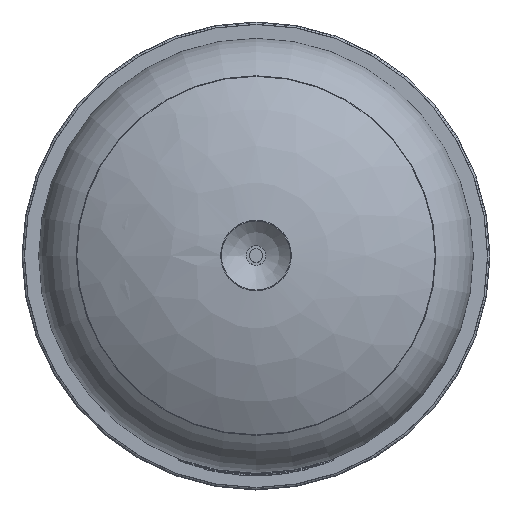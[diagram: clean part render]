
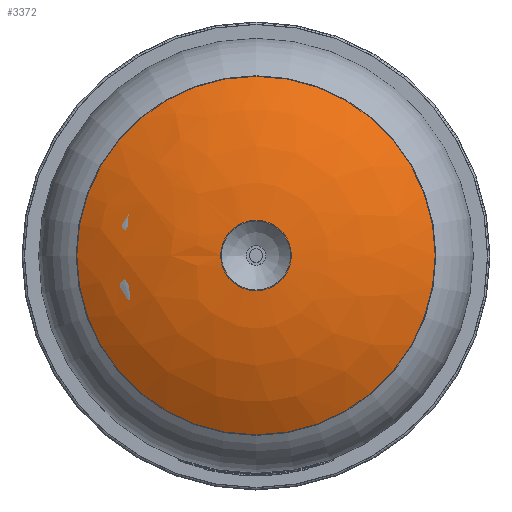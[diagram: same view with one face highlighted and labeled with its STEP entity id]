
A CAD part, top view. The second image highlights one B-rep face of the part: STEP entity #3372.
In plain terms, the highlighted free-form (B-spline) face has degree [2, 2] with [3, 9] control points.
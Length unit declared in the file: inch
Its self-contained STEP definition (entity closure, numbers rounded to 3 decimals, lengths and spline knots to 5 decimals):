
#564=(
BOUNDED_CURVE()
B_SPLINE_CURVE(2,(#5605,#5606,#5607),.UNSPECIFIED.,.F.,.F.)
B_SPLINE_CURVE_WITH_KNOTS((3,3),(-1.52575,-1.01627),
 .UNSPECIFIED.)
CURVE()
GEOMETRIC_REPRESENTATION_ITEM()
RATIONAL_B_SPLINE_CURVE((1.,0.968,1.))
REPRESENTATION_ITEM('')
);
#572=(
BOUNDED_SURFACE()
B_SPLINE_SURFACE(2,2,((#5577,#5578,#5579,#5580,#5581,#5582,#5583,#5584,
#5585),(#5586,#5587,#5588,#5589,#5590,#5591,#5592,#5593,#5594),(#5595,#5596,
#5597,#5598,#5599,#5600,#5601,#5602,#5603)),.UNSPECIFIED.,.F.,.T.,.F.)
B_SPLINE_SURFACE_WITH_KNOTS((3,3),(3,2,2,2,3),(1.01627,1.52575),
(-3.14159,-1.5708,0.,1.5708,3.14159),
 .UNSPECIFIED.)
GEOMETRIC_REPRESENTATION_ITEM()
RATIONAL_B_SPLINE_SURFACE(((1.,0.707,1.,0.707,1.,
0.707,1.,0.707,1.),(0.968,0.684,
0.968,0.684,0.968,0.684,
0.968,0.684,0.968),(1.,0.707,
1.,0.707,1.,0.707,1.,0.707,1.)))
REPRESENTATION_ITEM('')
SURFACE()
);
#840=FACE_OUTER_BOUND('',#1086,.T.);
#1086=EDGE_LOOP('',(#2550,#2551,#2552,#2553));
#1286=CIRCLE('',#3692,1.18375);
#1289=CIRCLE('',#3695,6.15739);
#1488=VERTEX_POINT('',#5568);
#1491=VERTEX_POINT('',#5604);
#1868=EDGE_CURVE('',#1488,#1488,#1286,.T.);
#1872=EDGE_CURVE('',#1488,#1491,#564,.T.);
#1873=EDGE_CURVE('',#1491,#1491,#1289,.T.);
#2550=ORIENTED_EDGE('',*,*,#1868,.F.);
#2551=ORIENTED_EDGE('',*,*,#1872,.T.);
#2552=ORIENTED_EDGE('',*,*,#1873,.T.);
#2553=ORIENTED_EDGE('',*,*,#1872,.F.);
#3372=ADVANCED_FACE('',(#840),#572,.F.);
#3692=AXIS2_PLACEMENT_3D('',#5569,#4365,#4366);
#3695=AXIS2_PLACEMENT_3D('',#5608,#4371,#4372);
#4365=DIRECTION('center_axis',(0.,0.,1.));
#4366=DIRECTION('ref_axis',(-1.,0.,0.));
#4371=DIRECTION('center_axis',(0.,0.,1.));
#4372=DIRECTION('ref_axis',(-1.,0.,0.));
#5568=CARTESIAN_POINT('',(1350.50033,0.,-106.09363));
#5569=CARTESIAN_POINT('Origin',(1351.68408,0.,-106.09363));
#5577=CARTESIAN_POINT('Ctrl Pts',(1345.52669,0.,-107.63099));
#5578=CARTESIAN_POINT('Ctrl Pts',(1345.52669,-6.15739,-107.63099));
#5579=CARTESIAN_POINT('Ctrl Pts',(1351.68408,-6.15739,-107.63099));
#5580=CARTESIAN_POINT('Ctrl Pts',(1357.84147,-6.15739,-107.63099));
#5581=CARTESIAN_POINT('Ctrl Pts',(1357.84147,0.,-107.63099));
#5582=CARTESIAN_POINT('Ctrl Pts',(1357.84147,6.15739,-107.63099));
#5583=CARTESIAN_POINT('Ctrl Pts',(1351.68408,6.15739,-107.63099));
#5584=CARTESIAN_POINT('Ctrl Pts',(1345.52669,6.15739,-107.63099));
#5585=CARTESIAN_POINT('Ctrl Pts',(1345.52669,0.,-107.63099));
#5586=CARTESIAN_POINT('Ctrl Pts',(1347.81335,0.,-106.21475));
#5587=CARTESIAN_POINT('Ctrl Pts',(1347.81335,-3.87073,-106.21475));
#5588=CARTESIAN_POINT('Ctrl Pts',(1351.68408,-3.87073,-106.21475));
#5589=CARTESIAN_POINT('Ctrl Pts',(1355.55481,-3.87073,-106.21475));
#5590=CARTESIAN_POINT('Ctrl Pts',(1355.55481,0.,-106.21475));
#5591=CARTESIAN_POINT('Ctrl Pts',(1355.55481,3.87073,-106.21475));
#5592=CARTESIAN_POINT('Ctrl Pts',(1351.68408,3.87073,-106.21475));
#5593=CARTESIAN_POINT('Ctrl Pts',(1347.81335,3.87073,-106.21475));
#5594=CARTESIAN_POINT('Ctrl Pts',(1347.81335,0.,-106.21475));
#5595=CARTESIAN_POINT('Ctrl Pts',(1350.50033,0.,-106.09363));
#5596=CARTESIAN_POINT('Ctrl Pts',(1350.50033,-1.18375,-106.09363));
#5597=CARTESIAN_POINT('Ctrl Pts',(1351.68408,-1.18375,-106.09363));
#5598=CARTESIAN_POINT('Ctrl Pts',(1352.86783,-1.18375,-106.09363));
#5599=CARTESIAN_POINT('Ctrl Pts',(1352.86783,0.,-106.09363));
#5600=CARTESIAN_POINT('Ctrl Pts',(1352.86783,1.18375,-106.09363));
#5601=CARTESIAN_POINT('Ctrl Pts',(1351.68408,1.18375,-106.09363));
#5602=CARTESIAN_POINT('Ctrl Pts',(1350.50033,1.18375,-106.09363));
#5603=CARTESIAN_POINT('Ctrl Pts',(1350.50033,0.,-106.09363));
#5604=CARTESIAN_POINT('',(1345.52669,0.,-107.63099));
#5605=CARTESIAN_POINT('Ctrl Pts',(1350.50033,0.,-106.09363));
#5606=CARTESIAN_POINT('Ctrl Pts',(1347.81335,0.,-106.21475));
#5607=CARTESIAN_POINT('Ctrl Pts',(1345.52669,0.,-107.63099));
#5608=CARTESIAN_POINT('Origin',(1351.68408,0.,-107.63099));
